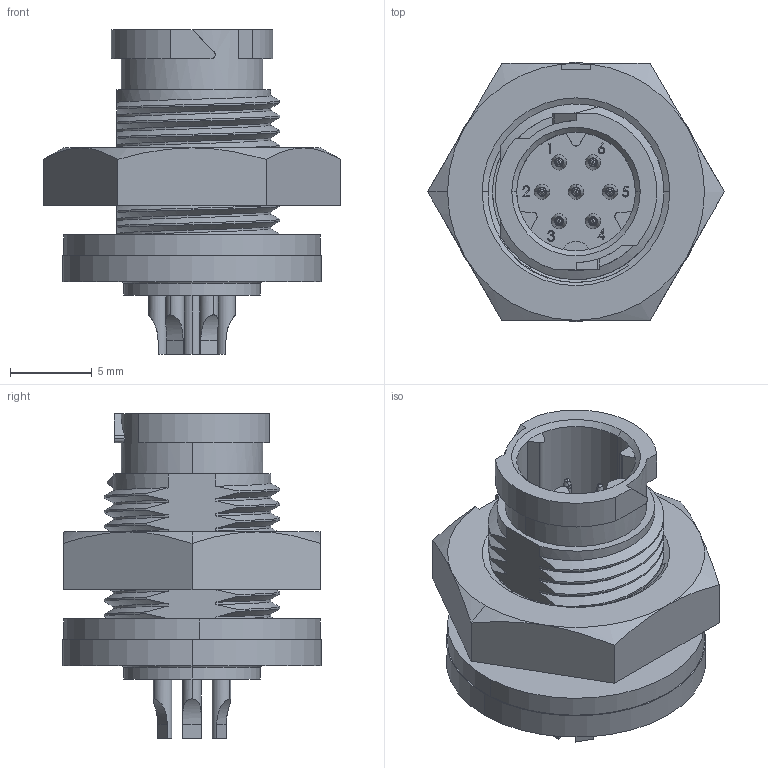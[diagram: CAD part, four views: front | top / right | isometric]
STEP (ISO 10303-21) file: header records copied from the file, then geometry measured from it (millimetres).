
FILE_DESCRIPTION (( 'STEP AP203' ), '1' );
FILE_NAME ('W17982-7PG-P-3ES.STEP', '2021-03-04T20:26:19', ( '' ), ( '' ), 'SwSTEP 2.0', 'SolidWorks 2020', '' );
FILE_SCHEMA (( 'CONFIG_CONTROL_DESIGN' ));
Length unit declared in the file: millimetre
Products named in the file (4): W17982-7PG-P-3ES; MC IC GASKET 16293.step; W17982-7PG-EPOXY.step; MC IC HEX NUT 16291V4.step
Assembly tree (3 placements, depth 2):
  W17982-7PG-P-3ES
    MC IC GASKET 16293.step
    MC IC HEX NUT 16291V4.step
    W17982-7PG-EPOXY.step
Bounding box: 18.18 x 15.88 x 19.89 mm (x, y, z)
Volume: 1684.7 mm3; surface area: 2400 mm2
Topology: 3 solids, 3 shells, 356 faces, 880 edges, 557 vertices
Faces by surface type: plane 108, cylinder 101, bspline 60, torus 46, cone 41
Entity records: 20712 total; most frequent: CARTESIAN_POINT 12376, ORIENTED_EDGE 1760, DIRECTION 1515, EDGE_CURVE 880, AXIS2_PLACEMENT_3D 564, VERTEX_POINT 557, EDGE_LOOP 387, LINE 387
